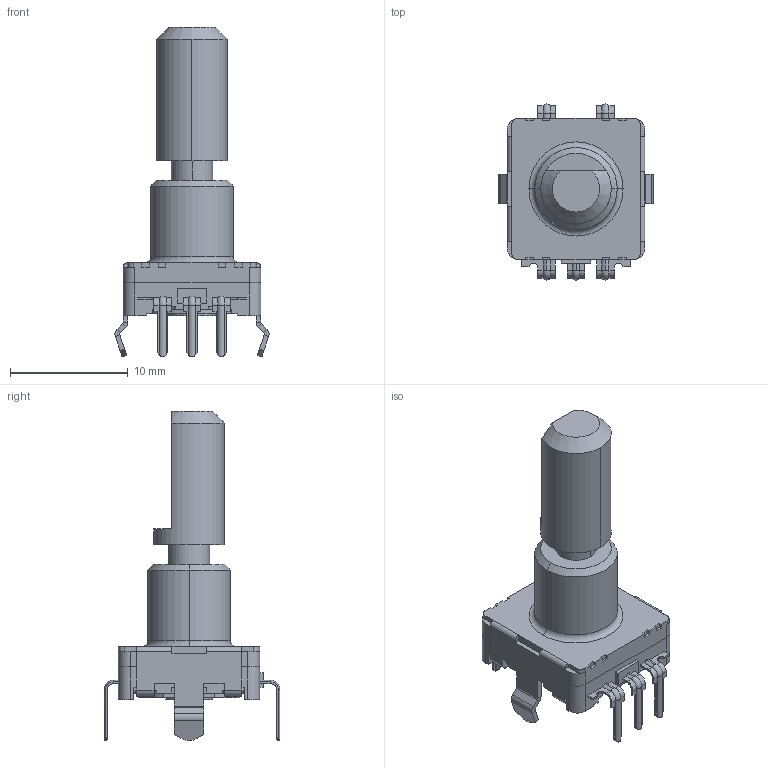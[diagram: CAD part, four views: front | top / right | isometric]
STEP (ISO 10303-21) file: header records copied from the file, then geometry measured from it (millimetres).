
FILE_DESCRIPTION (( 'STEP AP214' ), '1' );
FILE_NAME ('EC11E-15SW.STEP', '2012-02-09T01:59:06', ( '' ), ( '' ), 'SwSTEP 2.0', 'SolidWorks 2010', '' );
FILE_SCHEMA (( 'AUTOMOTIVE_DESIGN' ));
Length unit declared in the file: millimetre
Products named in the file (1): EC11E-15SW
Bounding box: 13.1 x 14.95 x 28 mm (x, y, z)
Volume: 1131.5 mm3; surface area: 1036.8 mm2
Topology: 1 solids, 1 shells, 460 faces, 1175 edges, 728 vertices
Faces by surface type: plane 338, cylinder 107, torus 12, cone 3
Entity records: 18712 total; most frequent: CARTESIAN_POINT 2498, ORIENTED_EDGE 2350, DIRECTION 2270, EDGE_CURVE 1175, VECTOR 950, LINE 950, VERTEX_POINT 728, AXIS2_PLACEMENT_3D 660
